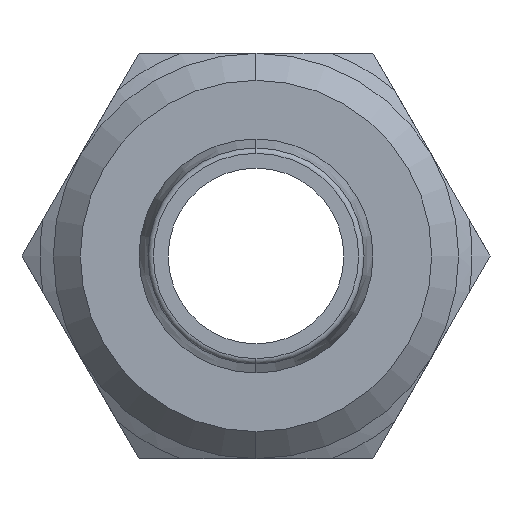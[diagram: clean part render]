
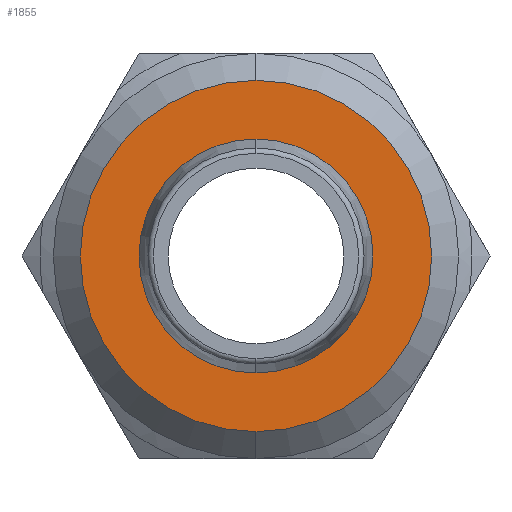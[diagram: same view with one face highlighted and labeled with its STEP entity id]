
A CAD part, front view. The second image highlights one B-rep face of the part: STEP entity #1855.
In plain terms, the highlighted planar face has unit normal (0, -1, 0).
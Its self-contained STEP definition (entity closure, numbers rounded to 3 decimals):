
#214 = FACE_BOUND ( 'NONE', #978, .T. ) ;
#217 = DIRECTION ( 'NONE',  ( 0., 1., 0. ) ) ;
#229 = CARTESIAN_POINT ( 'NONE',  ( 0., 4.5, 0. ) ) ;
#235 = DIRECTION ( 'NONE',  ( 0., 0., -1. ) ) ;
#386 = CIRCLE ( 'NONE', #394, 4.33 ) ;
#394 = AXIS2_PLACEMENT_3D ( 'NONE', #2218, #2255, #2248 ) ;
#467 = EDGE_CURVE ( 'NONE', #1182, #1180, #386, .T. ) ;
#513 = AXIS2_PLACEMENT_3D ( 'NONE', #1277, #1276, #1275 ) ;
#515 = AXIS2_PLACEMENT_3D ( 'NONE', #1259, #1258, #1257 ) ;
#528 = CIRCLE ( 'NONE', #515, 4.33 ) ;
#660 = CIRCLE ( 'NONE', #663, 6.5 ) ;
#663 = AXIS2_PLACEMENT_3D ( 'NONE', #229, #217, #235 ) ;
#718 = CIRCLE ( 'NONE', #513, 6.5 ) ;
#807 = CARTESIAN_POINT ( 'NONE',  ( 0., 4.5, 6.5 ) ) ;
#826 = CARTESIAN_POINT ( 'NONE',  ( 0., 4.5, -4.33 ) ) ;
#828 = CARTESIAN_POINT ( 'NONE',  ( 0., 4.5, 4.33 ) ) ;
#938 = CARTESIAN_POINT ( 'NONE',  ( 0., 4.5, -6.5 ) ) ;
#955 = EDGE_LOOP ( 'NONE', ( #1008, #1015 ) ) ;
#978 = EDGE_LOOP ( 'NONE', ( #999, #1007 ) ) ;
#999 = ORIENTED_EDGE ( 'NONE', *, *, #1775, .T. ) ;
#1007 = ORIENTED_EDGE ( 'NONE', *, *, #467, .T. ) ;
#1008 = ORIENTED_EDGE ( 'NONE', *, *, #1740, .F. ) ;
#1015 = ORIENTED_EDGE ( 'NONE', *, *, #1769, .F. ) ;
#1180 = VERTEX_POINT ( 'NONE', #828 ) ;
#1182 = VERTEX_POINT ( 'NONE', #826 ) ;
#1257 = DIRECTION ( 'NONE',  ( 0., 0., -1. ) ) ;
#1258 = DIRECTION ( 'NONE',  ( 0., 1., 0. ) ) ;
#1259 = CARTESIAN_POINT ( 'NONE',  ( 0., 4.5, 0. ) ) ;
#1275 = DIRECTION ( 'NONE',  ( 0., 0., -1. ) ) ;
#1276 = DIRECTION ( 'NONE',  ( 0., 1., 0. ) ) ;
#1277 = CARTESIAN_POINT ( 'NONE',  ( 0., 4.5, 0. ) ) ;
#1354 = FACE_OUTER_BOUND ( 'NONE', #955, .T. ) ;
#1490 = VERTEX_POINT ( 'NONE', #807 ) ;
#1511 = VERTEX_POINT ( 'NONE', #938 ) ;
#1670 = AXIS2_PLACEMENT_3D ( 'NONE', #1926, #1927, #1928 ) ;
#1740 = EDGE_CURVE ( 'NONE', #1511, #1490, #660, .T. ) ;
#1769 = EDGE_CURVE ( 'NONE', #1490, #1511, #718, .T. ) ;
#1775 = EDGE_CURVE ( 'NONE', #1180, #1182, #528, .T. ) ;
#1855 = ADVANCED_FACE ( 'NONE', ( #1354, #214 ), #1925, .T. ) ;
#1925 = PLANE ( 'NONE',  #1670 ) ;
#1926 = CARTESIAN_POINT ( 'NONE',  ( 6.5, 4.5, 0. ) ) ;
#1927 = DIRECTION ( 'NONE',  ( 0., -1., 0. ) ) ;
#1928 = DIRECTION ( 'NONE',  ( 0., 0., -1. ) ) ;
#2218 = CARTESIAN_POINT ( 'NONE',  ( 0., 4.5, 0. ) ) ;
#2248 = DIRECTION ( 'NONE',  ( 0., 0., -1. ) ) ;
#2255 = DIRECTION ( 'NONE',  ( 0., 1., 0. ) ) ;
